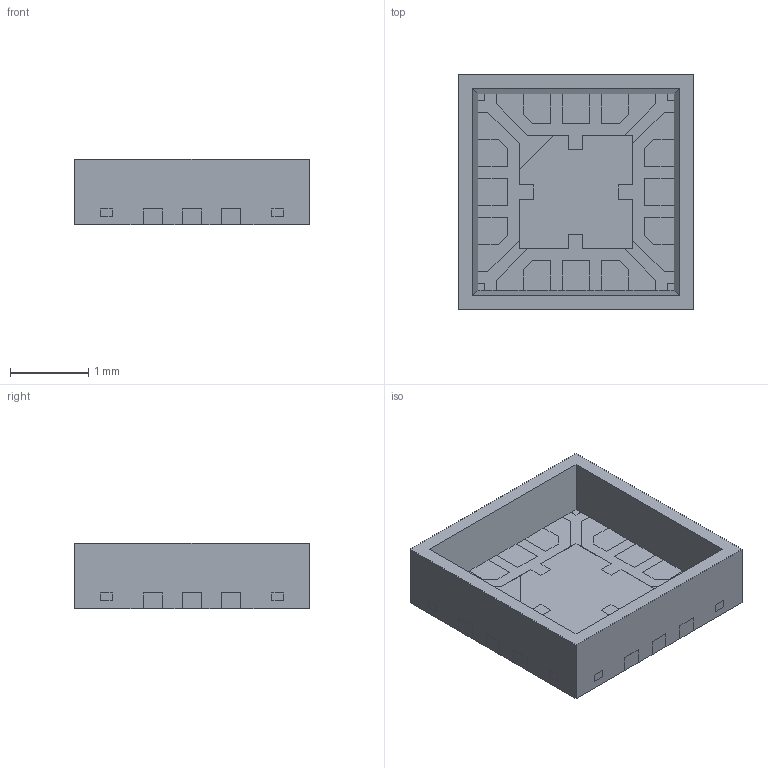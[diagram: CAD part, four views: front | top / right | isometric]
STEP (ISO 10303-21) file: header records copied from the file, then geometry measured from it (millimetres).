
FILE_DESCRIPTION (( 'STEP AP214' ), '1' );
FILE_NAME ('3x3_12_5.STEP', '2013-08-10T19:41:59', ( 'sw2011vm-Admin' ), ( '' ), 'SwSTEP 2.0', 'SolidWorks 2012', '' );
FILE_SCHEMA (( 'AUTOMOTIVE_DESIGN' ));
Length unit declared in the file: millimetre
Products named in the file (3): 3x3_12_5; 3x3_12_.5_mold; 3x3_12_.5_metal
Assembly tree (2 placements, depth 2):
  3x3_12_5
    3x3_12_.5_mold
    3x3_12_.5_metal
Bounding box: 3 x 3 x 0.84 mm (x, y, z)
Volume: 3.3 mm3; surface area: 52.3 mm2
Topology: 18 solids, 18 shells, 508 faces, 1416 edges, 912 vertices
Faces by surface type: plane 508
Entity records: 17344 total; most frequent: CARTESIAN_POINT 2925, ORIENTED_EDGE 2832, DIRECTION 2414, EDGE_CURVE 1416, VECTOR 1388, LINE 1388, VERTEX_POINT 912, EDGE_LOOP 518
